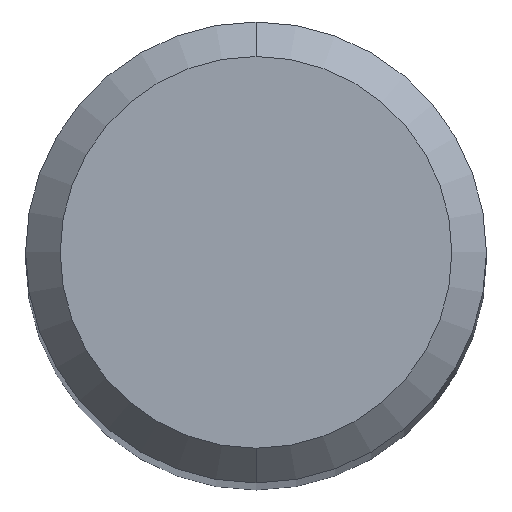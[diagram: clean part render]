
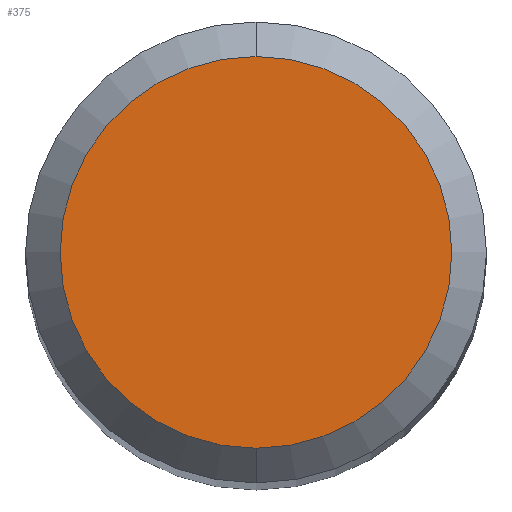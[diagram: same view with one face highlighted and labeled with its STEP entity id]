
A CAD part, top view. The second image highlights one B-rep face of the part: STEP entity #375.
In plain terms, the highlighted planar face has unit normal (0, 0, 1).
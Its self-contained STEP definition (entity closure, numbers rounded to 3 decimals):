
#237=EDGE_CURVE('',#281,#459,#557,.T.);
#281=VERTEX_POINT('',#603);
#375=ADVANCED_FACE('',(#708),#709,.T.);
#383=EDGE_CURVE('',#459,#281,#718,.T.);
#459=VERTEX_POINT('',#801);
#557=CIRCLE('',#931,1.7);
#603=CARTESIAN_POINT('',(0.,-1.7,0.0));
#708=FACE_OUTER_BOUND('',#1242,.T.);
#709=PLANE('',#1243);
#718=CIRCLE('',#1269,1.7);
#801=CARTESIAN_POINT('',(0.0,1.7,0.0));
#931=AXIS2_PLACEMENT_3D('',#1530,#1531,#1532);
#1242=EDGE_LOOP('',(#1695,#1696));
#1243=AXIS2_PLACEMENT_3D('',#1697,#1698,#1699);
#1269=AXIS2_PLACEMENT_3D('',#1707,#1708,#1709);
#1530=CARTESIAN_POINT('',(0.0,0.0,0.0));
#1531=DIRECTION('',(0.0,0.0,-1.0));
#1532=DIRECTION('',(0.0,1.0,0.0));
#1695=ORIENTED_EDGE('',*,*,#383,.F.);
#1696=ORIENTED_EDGE('',*,*,#237,.F.);
#1697=CARTESIAN_POINT('',(0.0,0.85,0.0));
#1698=DIRECTION('',(-0.0,0.0,1.0));
#1699=DIRECTION('',(0.0,-1.0,0.0));
#1707=CARTESIAN_POINT('',(0.0,0.0,0.0));
#1708=DIRECTION('',(0.0,0.0,-1.0));
#1709=DIRECTION('',(0.0,1.0,0.0));
